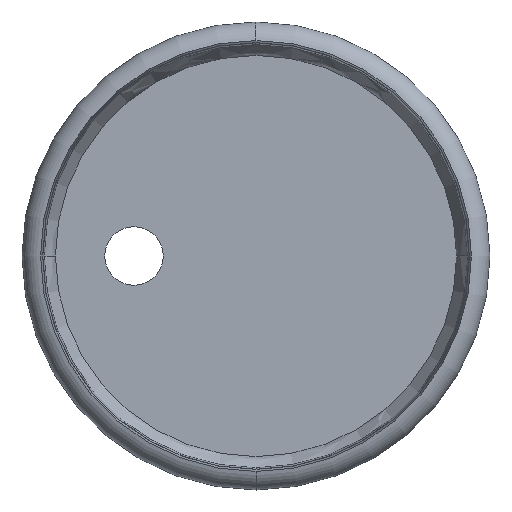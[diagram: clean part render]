
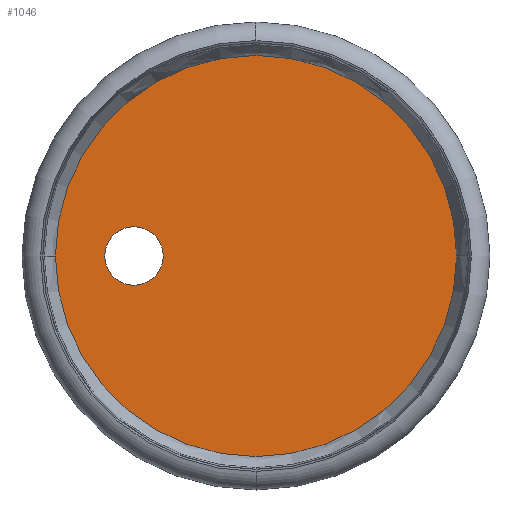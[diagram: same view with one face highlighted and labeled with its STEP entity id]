
A CAD part, left-side view. The second image highlights one B-rep face of the part: STEP entity #1046.
In plain terms, the highlighted planar face has unit normal (-1, 0, 0).
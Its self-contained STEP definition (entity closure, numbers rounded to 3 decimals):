
#86 = EDGE_LOOP ( 'NONE', ( #705, #483 ) ) ;
#108 = CARTESIAN_POINT ( 'NONE',  ( -2., 21.9, 0. ) ) ;
#109 = AXIS2_PLACEMENT_3D ( 'NONE', #926, #121, #485 ) ;
#115 = AXIS2_PLACEMENT_3D ( 'NONE', #596, #323, #231 ) ;
#121 = DIRECTION ( 'NONE',  ( -1., 0., 0. ) ) ;
#144 = CARTESIAN_POINT ( 'NONE',  ( -2., 21.9, 0. ) ) ;
#217 = DIRECTION ( 'NONE',  ( -1., 0., 0. ) ) ;
#231 = DIRECTION ( 'NONE',  ( 0., 0., -1. ) ) ;
#290 = CIRCLE ( 'NONE', #907, 36. ) ;
#300 = FACE_OUTER_BOUND ( 'NONE', #458, .T. ) ;
#311 = CARTESIAN_POINT ( 'NONE',  ( -2., 21.9, 5.25 ) ) ;
#323 = DIRECTION ( 'NONE',  ( 1., 0., 0. ) ) ;
#386 = EDGE_CURVE ( 'NONE', #800, #712, #750, .T. ) ;
#458 = EDGE_LOOP ( 'NONE', ( #620, #1170 ) ) ;
#483 = ORIENTED_EDGE ( 'NONE', *, *, #732, .F. ) ;
#485 = DIRECTION ( 'NONE',  ( 0., 0., 1. ) ) ;
#518 = EDGE_CURVE ( 'NONE', #1143, #661, #929, .T. ) ;
#531 = DIRECTION ( 'NONE',  ( 1., 0., 0. ) ) ;
#566 = AXIS2_PLACEMENT_3D ( 'NONE', #108, #217, #662 ) ;
#596 = CARTESIAN_POINT ( 'NONE',  ( -2., 0., 0. ) ) ;
#602 = DIRECTION ( 'NONE',  ( -1., 0., 0. ) ) ;
#620 = ORIENTED_EDGE ( 'NONE', *, *, #809, .F. ) ;
#636 = CARTESIAN_POINT ( 'NONE',  ( -2., 0., 0. ) ) ;
#643 = DIRECTION ( 'NONE',  ( 0., 0., -1. ) ) ;
#661 = VERTEX_POINT ( 'NONE', #311 ) ;
#662 = DIRECTION ( 'NONE',  ( 0., 0., 1. ) ) ;
#705 = ORIENTED_EDGE ( 'NONE', *, *, #518, .F. ) ;
#712 = VERTEX_POINT ( 'NONE', #1058 ) ;
#732 = EDGE_CURVE ( 'NONE', #661, #1143, #1156, .T. ) ;
#750 = CIRCLE ( 'NONE', #115, 36. ) ;
#773 = DIRECTION ( 'NONE',  ( 0., 0., 1. ) ) ;
#778 = CARTESIAN_POINT ( 'NONE',  ( -2., 21.9, -5.25 ) ) ;
#800 = VERTEX_POINT ( 'NONE', #1008 ) ;
#809 = EDGE_CURVE ( 'NONE', #712, #800, #290, .T. ) ;
#907 = AXIS2_PLACEMENT_3D ( 'NONE', #636, #531, #643 ) ;
#926 = CARTESIAN_POINT ( 'NONE',  ( -2., 36., 0. ) ) ;
#929 = CIRCLE ( 'NONE', #566, 5.25 ) ;
#950 = PLANE ( 'NONE',  #109 ) ;
#1007 = AXIS2_PLACEMENT_3D ( 'NONE', #144, #602, #773 ) ;
#1008 = CARTESIAN_POINT ( 'NONE',  ( -2., 0., 36. ) ) ;
#1046 = ADVANCED_FACE ( 'NONE', ( #1132, #300 ), #950, .T. ) ;
#1058 = CARTESIAN_POINT ( 'NONE',  ( -2., 0., -36. ) ) ;
#1132 = FACE_BOUND ( 'NONE', #86, .T. ) ;
#1143 = VERTEX_POINT ( 'NONE', #778 ) ;
#1156 = CIRCLE ( 'NONE', #1007, 5.25 ) ;
#1170 = ORIENTED_EDGE ( 'NONE', *, *, #386, .F. ) ;
